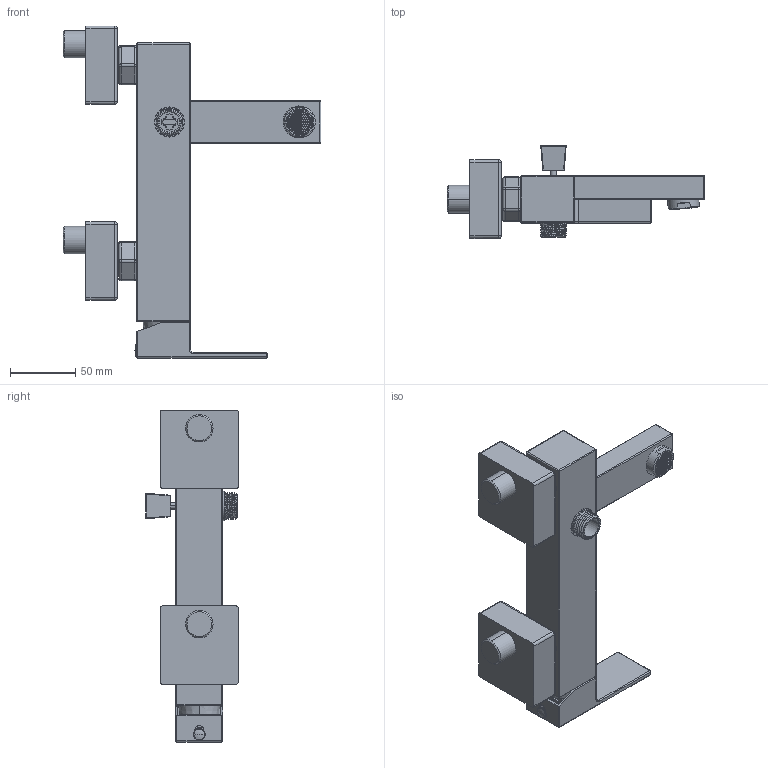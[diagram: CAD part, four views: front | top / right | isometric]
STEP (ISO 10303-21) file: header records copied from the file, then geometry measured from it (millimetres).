
FILE_DESCRIPTION((''),'2;1');
FILE_NAME('QUA0020','2021-05-24T13:49:11',('Michela Ferrini'),(''),'CREO PARAMETRIC BY PTC INC, 2020281','CREO PARAMETRIC BY PTC INC, 2020281','');
FILE_SCHEMA(('CONFIG_CONTROL_DESIGN'));
Length unit declared in the file: millimetre
Products named in the file (17): DQ70851A; DZ708561; 01; DQ401; 005-001-ZP_ASM; DQ201-1; DQ9022; 6-8; DQ105; DQ105-1; DQ105-2; DQ105-ZP_ASM; SOLIDO2; SOLIDO3; ECCENTICI_CIL; VASCA_QUADRA; QUA0020
Assembly tree (16 placements, depth 4):
  QUA0020
    VASCA_QUADRA
      DQ70851A
      DZ708561
      005-001-ZP_ASM
        01
        DQ401
      DQ201-1
      DQ9022
      6-8
      DQ105-ZP_ASM
        DQ105
        DQ105-1
        DQ105-2
      ECCENTICI_CIL
        SOLIDO2
        SOLIDO3
Bounding box: 197.5 x 71.2 x 254.22 mm (x, y, z)
Volume: 366093.2 mm3; surface area: 160679.6 mm2
Topology: 14 solids, 14 shells, 1605 faces, 4160 edges, 2718 vertices
Faces by surface type: plane 1051, cylinder 345, cone 73, torus 54, sphere 54, bspline 28
Entity records: 55383 total; most frequent: CARTESIAN_POINT 15338, ORIENTED_EDGE 8260, DIRECTION 8163, EDGE_CURVE 4130, VECTOR 2915, LINE 2915, VERTEX_POINT 2718, AXIS2_PLACEMENT_3D 2624
